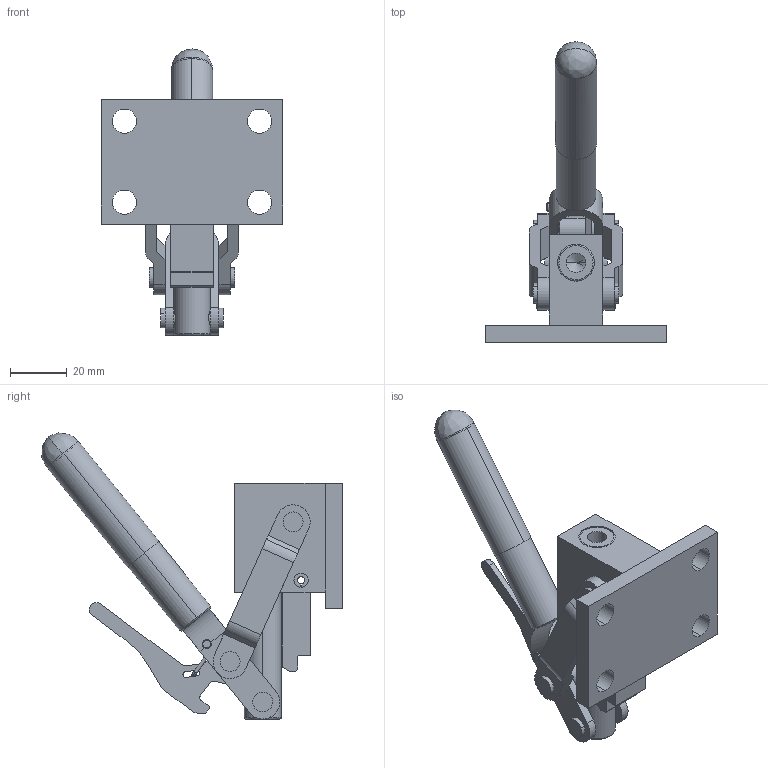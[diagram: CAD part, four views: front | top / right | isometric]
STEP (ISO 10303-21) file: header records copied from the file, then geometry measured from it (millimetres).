
FILE_DESCRIPTION (( 'STEP AP214' ), '1' );
FILE_NAME ('M60DS-4_Acýk.STEP', '2024-08-28T08:40:42', ( '' ), ( '' ), 'SwSTEP 2.0', 'SolidWorks 2024', '' );
FILE_SCHEMA (( 'AUTOMOTIVE_DESIGN' ));
Length unit declared in the file: millimetre
Products named in the file (21): M60DS-4_21_Percin; M60DS-4_12; M60DS-4_Acık; M60DS-4_8; M60DS-4_3; M60DS-4_Alt Montaj; M60DS-4_5; M60DS-4_Alt montaj2; M60DS-4_16; M60DS-4_13; M60DS-4_1; M60DS-4_14; M60DS-4_181_1; M60DS-4_9; M60DS-4_10; M60DS-4_111; M60DS-4_21_1_Percin; M60DS-4_Alt Montaj3; M60DS-4_6; M60DS-4_15; M60DS-4_4
Assembly tree (22 placements, depth 3):
  M60DS-4_Acık
    M60DS-4_Alt Montaj
      M60DS-4_14
      M60DS-4_15
      M60DS-4_16
      M60DS-4_12
    M60DS-4_13
    M60DS-4_Alt Montaj3
      M60DS-4_181_1  x2
      M60DS-4_21_Percin  x2
    M60DS-4_Alt montaj2
      M60DS-4_9
      M60DS-4_5
      M60DS-4_4
      M60DS-4_3
      M60DS-4_1
      M60DS-4_6
      M60DS-4_8
      M60DS-4_10
      M60DS-4_111
      M60DS-4_21_1_Percin
Bounding box: 64 x 105.84 x 100.76 mm (x, y, z)
Volume: 66636.1 mm3; surface area: 44449.9 mm2
Topology: 19 solids, 19 shells, 315 faces, 781 edges, 496 vertices
Faces by surface type: cylinder 150, plane 103, cone 42, bspline 20
Entity records: 15279 total; most frequent: CARTESIAN_POINT 7679, DIRECTION 1564, ORIENTED_EDGE 1390, EDGE_CURVE 695, AXIS2_PLACEMENT_3D 615, VERTEX_POINT 448, EDGE_LOOP 335, VECTOR 334
